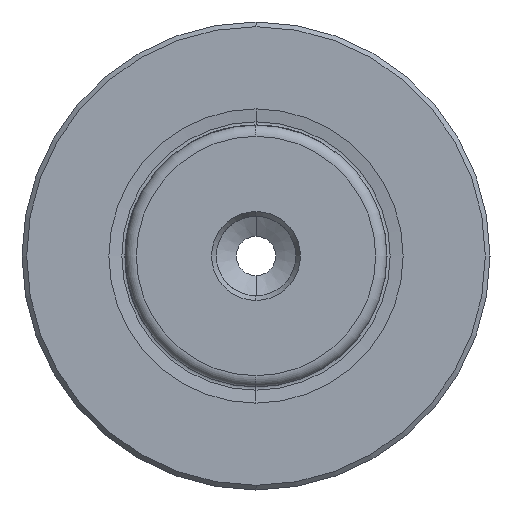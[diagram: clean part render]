
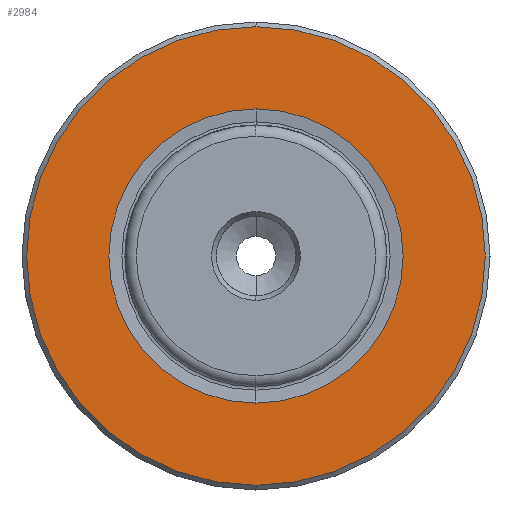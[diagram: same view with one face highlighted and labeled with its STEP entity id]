
A CAD part, left-side view. The second image highlights one B-rep face of the part: STEP entity #2984.
In plain terms, the highlighted planar face has unit normal (-1, 0, 0).
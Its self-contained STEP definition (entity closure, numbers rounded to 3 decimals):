
#58 = EDGE_CURVE ( 'NONE', #2083, #2394, #2942, .T. ) ;
#66 = EDGE_CURVE ( 'NONE', #2852, #3372, #1767, .T. ) ;
#223 = CARTESIAN_POINT ( 'NONE',  ( 0., 0., -24.5 ) ) ;
#297 = AXIS2_PLACEMENT_3D ( 'NONE', #3222, #3231, #3203 ) ;
#616 = CARTESIAN_POINT ( 'NONE',  ( 0., 0., 24.5 ) ) ;
#796 = FACE_BOUND ( 'NONE', #2315, .T. ) ;
#882 = FACE_OUTER_BOUND ( 'NONE', #3072, .T. ) ;
#913 = DIRECTION ( 'NONE',  ( 0., 0., 1. ) ) ;
#914 = DIRECTION ( 'NONE',  ( -1., 0., 0. ) ) ;
#928 = CARTESIAN_POINT ( 'NONE',  ( 0., 0., 0. ) ) ;
#935 = CARTESIAN_POINT ( 'NONE',  ( 0., 0., -15.715 ) ) ;
#983 = DIRECTION ( 'NONE',  ( 0., 0., 1. ) ) ;
#987 = DIRECTION ( 'NONE',  ( -1., 0., 0. ) ) ;
#998 = CARTESIAN_POINT ( 'NONE',  ( 0., 0., 0. ) ) ;
#1057 = ORIENTED_EDGE ( 'NONE', *, *, #3367, .T. ) ;
#1232 = CARTESIAN_POINT ( 'NONE',  ( 0., 0., 0. ) ) ;
#1235 = DIRECTION ( 'NONE',  ( -1., 0., 0. ) ) ;
#1236 = DIRECTION ( 'NONE',  ( 0., 0., 1. ) ) ;
#1242 = CARTESIAN_POINT ( 'NONE',  ( 0., 0., 0. ) ) ;
#1244 = DIRECTION ( 'NONE',  ( -1., 0., 0. ) ) ;
#1248 = DIRECTION ( 'NONE',  ( 0., 0., 1. ) ) ;
#1301 = AXIS2_PLACEMENT_3D ( 'NONE', #1242, #1244, #1248 ) ;
#1304 = AXIS2_PLACEMENT_3D ( 'NONE', #1232, #1235, #1236 ) ;
#1517 = AXIS2_PLACEMENT_3D ( 'NONE', #998, #987, #983 ) ;
#1560 = AXIS2_PLACEMENT_3D ( 'NONE', #928, #914, #913 ) ;
#1715 = CIRCLE ( 'NONE', #1560, 24.5 ) ;
#1767 = CIRCLE ( 'NONE', #1301, 15.715 ) ;
#1992 = CARTESIAN_POINT ( 'NONE',  ( 0., 0., 15.715 ) ) ;
#2083 = VERTEX_POINT ( 'NONE', #223 ) ;
#2095 = ORIENTED_EDGE ( 'NONE', *, *, #58, .T. ) ;
#2158 = ORIENTED_EDGE ( 'NONE', *, *, #3351, .F. ) ;
#2199 = ORIENTED_EDGE ( 'NONE', *, *, #66, .F. ) ;
#2315 = EDGE_LOOP ( 'NONE', ( #2199, #2158 ) ) ;
#2394 = VERTEX_POINT ( 'NONE', #616 ) ;
#2716 = CIRCLE ( 'NONE', #1517, 15.715 ) ;
#2852 = VERTEX_POINT ( 'NONE', #1992 ) ;
#2942 = CIRCLE ( 'NONE', #1304, 24.5 ) ;
#2984 = ADVANCED_FACE ( 'NONE', ( #796, #882 ), #3207, .F. ) ;
#3072 = EDGE_LOOP ( 'NONE', ( #2095, #1057 ) ) ;
#3203 = DIRECTION ( 'NONE',  ( 0., 0., -1. ) ) ;
#3207 = PLANE ( 'NONE',  #297 ) ;
#3222 = CARTESIAN_POINT ( 'NONE',  ( 0., 15.715, 0. ) ) ;
#3231 = DIRECTION ( 'NONE',  ( 1., 0., 0. ) ) ;
#3351 = EDGE_CURVE ( 'NONE', #3372, #2852, #2716, .T. ) ;
#3367 = EDGE_CURVE ( 'NONE', #2394, #2083, #1715, .T. ) ;
#3372 = VERTEX_POINT ( 'NONE', #935 ) ;
